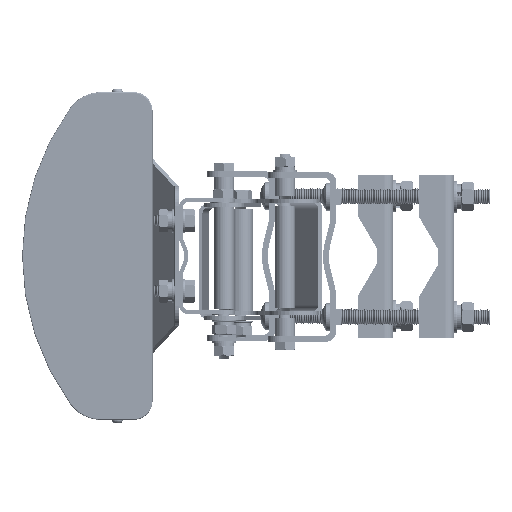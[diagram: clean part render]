
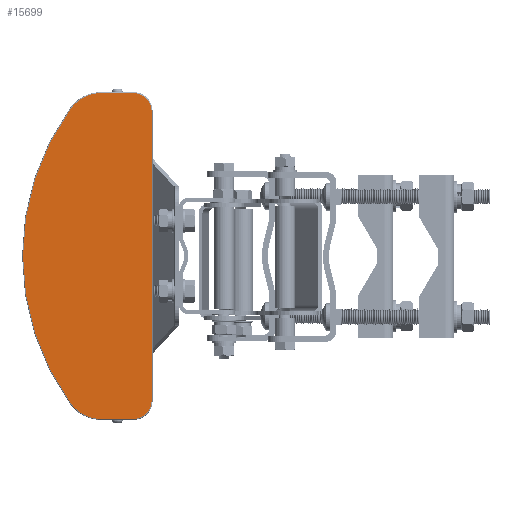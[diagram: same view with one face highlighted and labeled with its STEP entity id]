
A CAD part, left-side view. The second image highlights one B-rep face of the part: STEP entity #15699.
In plain terms, the highlighted planar face has unit normal (-1, 0, 0).
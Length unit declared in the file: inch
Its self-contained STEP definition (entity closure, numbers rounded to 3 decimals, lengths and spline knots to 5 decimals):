
#741 = AXIS2_PLACEMENT_3D ( 'NONE', #61365, #138991, #72519 ) ;
#4438 = DIRECTION ( 'NONE',  ( 0., 0., 1. ) ) ;
#9767 = CARTESIAN_POINT ( 'NONE',  ( -17.4375, 0.02, 2.84375 ) ) ;
#10524 = AXIS2_PLACEMENT_3D ( 'NONE', #22265, #99818, #33365 ) ;
#11700 = CARTESIAN_POINT ( 'NONE',  ( -17.4375, 0.375, 2.84375 ) ) ;
#11795 = VERTEX_POINT ( 'NONE', #102312 ) ;
#13280 = ORIENTED_EDGE ( 'NONE', *, *, #15343, .T. ) ;
#15343 = EDGE_CURVE ( 'NONE', #42809, #57204, #16832, .T. ) ;
#15699 = ADVANCED_FACE ( 'NONE', ( #99863 ), #32905, .T. ) ;
#16832 = CIRCLE ( 'NONE', #107945, 0.73 ) ;
#22265 = CARTESIAN_POINT ( 'NONE',  ( -17.4375, 0.375, -2.84375 ) ) ;
#22855 = DIRECTION ( 'NONE',  ( 0., 0., 1. ) ) ;
#23542 = CARTESIAN_POINT ( 'NONE',  ( -17.4375, 1.01238, 3.19875 ) ) ;
#24490 = CARTESIAN_POINT ( 'NONE',  ( -17.4375, 1.60282, 2.89804 ) ) ;
#25312 = VECTOR ( 'NONE', #140738, 39.37008 ) ;
#26044 = CIRCLE ( 'NONE', #139924, 4.92809 ) ;
#26935 = CARTESIAN_POINT ( 'NONE',  ( -17.4375, 0.375, -2.84375 ) ) ;
#27009 = VERTEX_POINT ( 'NONE', #64496 ) ;
#27023 = CARTESIAN_POINT ( 'NONE',  ( -17.4375, 1.01238, 3.19875 ) ) ;
#28770 = LINE ( 'NONE', #63104, #25312 ) ;
#29346 = ORIENTED_EDGE ( 'NONE', *, *, #67178, .T. ) ;
#32905 = PLANE ( 'NONE',  #10524 ) ;
#33365 = DIRECTION ( 'NONE',  ( 0., 0., 1. ) ) ;
#38016 = DIRECTION ( 'NONE',  ( 0., 0., 1. ) ) ;
#38972 = ORIENTED_EDGE ( 'NONE', *, *, #123395, .T. ) ;
#41013 = CARTESIAN_POINT ( 'NONE',  ( -17.4375, 1.01238, -3.19875 ) ) ;
#42761 = CIRCLE ( 'NONE', #44471, 0.355 ) ;
#42809 = VERTEX_POINT ( 'NONE', #69718 ) ;
#43083 = DIRECTION ( 'NONE',  ( 0., -1., 0. ) ) ;
#43690 = ORIENTED_EDGE ( 'NONE', *, *, #60696, .T. ) ;
#43731 = EDGE_CURVE ( 'NONE', #100975, #11795, #127636, .T. ) ;
#44471 = AXIS2_PLACEMENT_3D ( 'NONE', #26935, #104407, #38016 ) ;
#44802 = DIRECTION ( 'NONE',  ( -1., 0., 0. ) ) ;
#52407 = EDGE_CURVE ( 'NONE', #110974, #71496, #78228, .T. ) ;
#57204 = VERTEX_POINT ( 'NONE', #41013 ) ;
#58561 = VERTEX_POINT ( 'NONE', #100813 ) ;
#60696 = EDGE_CURVE ( 'NONE', #58561, #100975, #28770, .T. ) ;
#61365 = CARTESIAN_POINT ( 'NONE',  ( -17.4375, 1.01238, 2.46875 ) ) ;
#62989 = EDGE_LOOP ( 'NONE', ( #29346, #13280, #105615, #83415, #43690, #83360, #38972, #87925 ) ) ;
#63104 = CARTESIAN_POINT ( 'NONE',  ( -17.4375, 0.02, 2.84375 ) ) ;
#64496 = CARTESIAN_POINT ( 'NONE',  ( -17.4375, 0.375, -3.19875 ) ) ;
#67178 = EDGE_CURVE ( 'NONE', #71496, #42809, #26044, .T. ) ;
#69718 = CARTESIAN_POINT ( 'NONE',  ( -17.4375, 1.60282, -2.89804 ) ) ;
#70857 = DIRECTION ( 'NONE',  ( -1., 0., 0. ) ) ;
#71496 = VERTEX_POINT ( 'NONE', #24490 ) ;
#72519 = DIRECTION ( 'NONE',  ( 0., 0., 1. ) ) ;
#75108 = AXIS2_PLACEMENT_3D ( 'NONE', #11700, #89280, #22855 ) ;
#78228 = CIRCLE ( 'NONE', #741, 0.73 ) ;
#82338 = LINE ( 'NONE', #27023, #108296 ) ;
#83360 = ORIENTED_EDGE ( 'NONE', *, *, #43731, .T. ) ;
#83415 = ORIENTED_EDGE ( 'NONE', *, *, #139435, .T. ) ;
#87925 = ORIENTED_EDGE ( 'NONE', *, *, #52407, .T. ) ;
#89280 = DIRECTION ( 'NONE',  ( -1., 0., 0. ) ) ;
#92186 = LINE ( 'NONE', #109492, #118180 ) ;
#99818 = DIRECTION ( 'NONE',  ( -1., 0., 0. ) ) ;
#99863 = FACE_OUTER_BOUND ( 'NONE', #62989, .T. ) ;
#100813 = CARTESIAN_POINT ( 'NONE',  ( -17.4375, 0.02, -2.84375 ) ) ;
#100975 = VERTEX_POINT ( 'NONE', #9767 ) ;
#102312 = CARTESIAN_POINT ( 'NONE',  ( -17.4375, 0.375, 3.19875 ) ) ;
#103167 = EDGE_CURVE ( 'NONE', #57204, #27009, #92186, .T. ) ;
#104407 = DIRECTION ( 'NONE',  ( -1., 0., 0. ) ) ;
#104506 = DIRECTION ( 'NONE',  ( 0., 1., 0. ) ) ;
#105615 = ORIENTED_EDGE ( 'NONE', *, *, #103167, .T. ) ;
#107945 = AXIS2_PLACEMENT_3D ( 'NONE', #137304, #70857, #4438 ) ;
#108296 = VECTOR ( 'NONE', #104506, 39.37008 ) ;
#109492 = CARTESIAN_POINT ( 'NONE',  ( -17.4375, 0.375, -3.19875 ) ) ;
#110974 = VERTEX_POINT ( 'NONE', #23542 ) ;
#111179 = CARTESIAN_POINT ( 'NONE',  ( -17.4375, -2.38309, 0. ) ) ;
#118180 = VECTOR ( 'NONE', #43083, 39.37008 ) ;
#122385 = DIRECTION ( 'NONE',  ( 0., 0., 1. ) ) ;
#123395 = EDGE_CURVE ( 'NONE', #11795, #110974, #82338, .T. ) ;
#127636 = CIRCLE ( 'NONE', #75108, 0.355 ) ;
#137304 = CARTESIAN_POINT ( 'NONE',  ( -17.4375, 1.01238, -2.46875 ) ) ;
#138991 = DIRECTION ( 'NONE',  ( -1., 0., 0. ) ) ;
#139435 = EDGE_CURVE ( 'NONE', #27009, #58561, #42761, .T. ) ;
#139924 = AXIS2_PLACEMENT_3D ( 'NONE', #111179, #44802, #122385 ) ;
#140738 = DIRECTION ( 'NONE',  ( 0., 0., 1. ) ) ;
